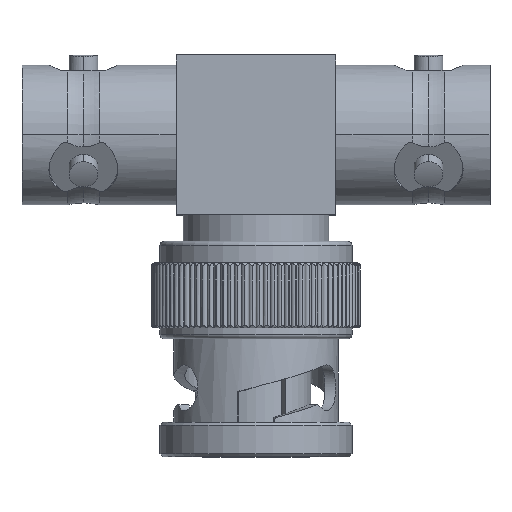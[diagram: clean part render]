
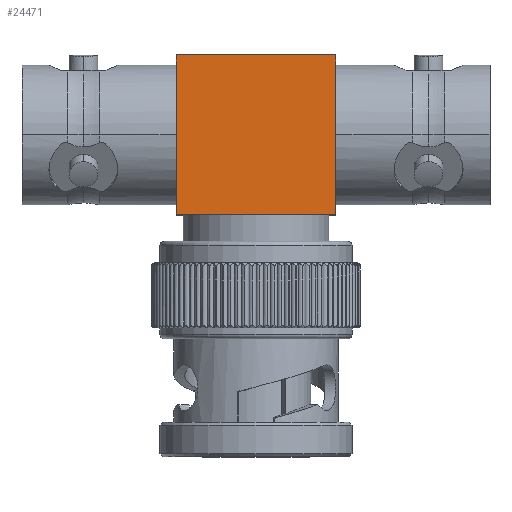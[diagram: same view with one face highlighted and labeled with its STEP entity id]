
A CAD part, top view. The second image highlights one B-rep face of the part: STEP entity #24471.
In plain terms, the highlighted planar face has unit normal (0, 0, 1).
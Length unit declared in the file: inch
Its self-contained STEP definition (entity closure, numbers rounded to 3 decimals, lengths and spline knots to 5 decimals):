
#376 = CARTESIAN_POINT ( 'NONE',  ( 0.2185, 0.2185, 0.2185 ) ) ;
#412 = AXIS2_PLACEMENT_3D ( 'NONE', #31613, #28908, #4127 ) ;
#3946 = FACE_OUTER_BOUND ( 'NONE', #25161, .T. ) ;
#4127 = DIRECTION ( 'NONE',  ( 1., 0., 0. ) ) ;
#5138 = VECTOR ( 'NONE', #35547, 39.37008 ) ;
#5609 = ORIENTED_EDGE ( 'NONE', *, *, #34984, .T. ) ;
#6507 = EDGE_CURVE ( 'NONE', #35037, #13012, #8482, .T. ) ;
#7891 = CARTESIAN_POINT ( 'NONE',  ( 0.2185, 0.2185, 0.2185 ) ) ;
#8482 = LINE ( 'NONE', #10839, #18761 ) ;
#9088 = DIRECTION ( 'NONE',  ( 0., 1., 0. ) ) ;
#10839 = CARTESIAN_POINT ( 'NONE',  ( -0.2185, -0.2185, 0.2185 ) ) ;
#11959 = CARTESIAN_POINT ( 'NONE',  ( -0.2185, 0.2185, 0.2185 ) ) ;
#12095 = PLANE ( 'NONE',  #412 ) ;
#12695 = LINE ( 'NONE', #33846, #32133 ) ;
#13012 = VERTEX_POINT ( 'NONE', #20015 ) ;
#15172 = DIRECTION ( 'NONE',  ( 1., 0., 0. ) ) ;
#17188 = CARTESIAN_POINT ( 'NONE',  ( 0.2185, -0.2185, 0.2185 ) ) ;
#18761 = VECTOR ( 'NONE', #19139, 39.37008 ) ;
#19139 = DIRECTION ( 'NONE',  ( 0., -1., 0. ) ) ;
#20010 = CARTESIAN_POINT ( 'NONE',  ( 0.2185, -0.2185, 0.2185 ) ) ;
#20015 = CARTESIAN_POINT ( 'NONE',  ( -0.2185, -0.2185, 0.2185 ) ) ;
#23793 = VERTEX_POINT ( 'NONE', #20010 ) ;
#24093 = VECTOR ( 'NONE', #15172, 39.37008 ) ;
#24471 = ADVANCED_FACE ( 'NONE', ( #3946 ), #12095, .T. ) ;
#25161 = EDGE_LOOP ( 'NONE', ( #31121, #5609, #35762, #34870 ) ) ;
#26850 = LINE ( 'NONE', #7891, #5138 ) ;
#27766 = EDGE_CURVE ( 'NONE', #23793, #35312, #12695, .T. ) ;
#28908 = DIRECTION ( 'NONE',  ( 0., 0., 1. ) ) ;
#31121 = ORIENTED_EDGE ( 'NONE', *, *, #6507, .T. ) ;
#31613 = CARTESIAN_POINT ( 'NONE',  ( 0., 0., 0.2185 ) ) ;
#31958 = EDGE_CURVE ( 'NONE', #35312, #35037, #26850, .T. ) ;
#32133 = VECTOR ( 'NONE', #9088, 39.37008 ) ;
#33822 = LINE ( 'NONE', #17188, #24093 ) ;
#33846 = CARTESIAN_POINT ( 'NONE',  ( 0.2185, -0.2185, 0.2185 ) ) ;
#34870 = ORIENTED_EDGE ( 'NONE', *, *, #31958, .T. ) ;
#34984 = EDGE_CURVE ( 'NONE', #13012, #23793, #33822, .T. ) ;
#35037 = VERTEX_POINT ( 'NONE', #11959 ) ;
#35312 = VERTEX_POINT ( 'NONE', #376 ) ;
#35547 = DIRECTION ( 'NONE',  ( -1., 0., 0. ) ) ;
#35762 = ORIENTED_EDGE ( 'NONE', *, *, #27766, .T. ) ;
